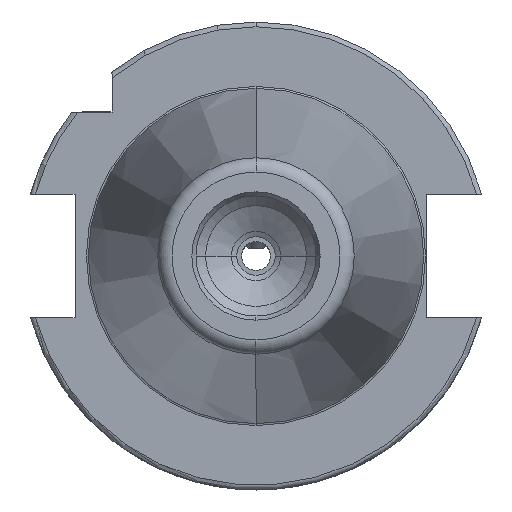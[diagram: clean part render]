
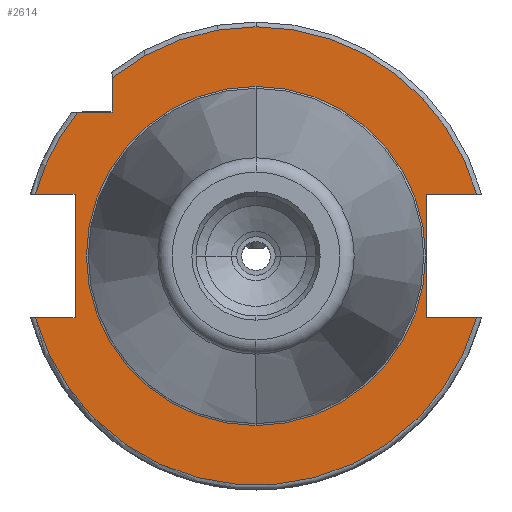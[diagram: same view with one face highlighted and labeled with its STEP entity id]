
A CAD part, left-side view. The second image highlights one B-rep face of the part: STEP entity #2614.
In plain terms, the highlighted planar face has unit normal (-1, 0, 0).
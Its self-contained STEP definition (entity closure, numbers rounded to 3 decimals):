
#13 = CARTESIAN_POINT ( 'NONE',  ( 3.2, 12.85, -35.5 ) ) ;
#26 = EDGE_CURVE ( 'NONE', #1654, #2181, #1376, .T. ) ;
#51 = VERTEX_POINT ( 'NONE', #4663 ) ;
#234 = DIRECTION ( 'NONE',  ( 0., -1., 0. ) ) ;
#278 = AXIS2_PLACEMENT_3D ( 'NONE', #957, #3485, #1333 ) ;
#322 = AXIS2_PLACEMENT_3D ( 'NONE', #4294, #2097, #4652 ) ;
#405 = AXIS2_PLACEMENT_3D ( 'NONE', #808, #4437, #2247 ) ;
#430 = EDGE_CURVE ( 'NONE', #1383, #51, #3971, .T. ) ;
#708 = ORIENTED_EDGE ( 'NONE', *, *, #2772, .F. ) ;
#731 = DIRECTION ( 'NONE',  ( 0., -1., 0. ) ) ;
#736 = VECTOR ( 'NONE', #1163, 1000. ) ;
#770 = FACE_OUTER_BOUND ( 'NONE', #4559, .T. ) ;
#780 = CIRCLE ( 'NONE', #4338, 47.75 ) ;
#808 = CARTESIAN_POINT ( 'NONE',  ( 3.2, 35.325, 0. ) ) ;
#810 = CARTESIAN_POINT ( 'NONE',  ( 3.2, -30., 38.426 ) ) ;
#831 = CARTESIAN_POINT ( 'NONE',  ( 3.2, -12.85, -35.5 ) ) ;
#850 = VERTEX_POINT ( 'NONE', #4278 ) ;
#866 = DIRECTION ( 'NONE',  ( 0., 0., 1. ) ) ;
#872 = CARTESIAN_POINT ( 'NONE',  ( 3.2, -12.85, 45.988 ) ) ;
#923 = VERTEX_POINT ( 'NONE', #925 ) ;
#925 = CARTESIAN_POINT ( 'NONE',  ( 3.2, -12.85, -45.988 ) ) ;
#956 = DIRECTION ( 'NONE',  ( -1., 0., 0. ) ) ;
#957 = CARTESIAN_POINT ( 'NONE',  ( 3.2, 0., 0. ) ) ;
#1043 = CARTESIAN_POINT ( 'NONE',  ( 3.2, -12.85, 37.7 ) ) ;
#1163 = DIRECTION ( 'NONE',  ( 0., 0., -1. ) ) ;
#1174 = CIRCLE ( 'NONE', #3578, 35.325 ) ;
#1186 = LINE ( 'NONE', #3316, #2019 ) ;
#1232 = ORIENTED_EDGE ( 'NONE', *, *, #1582, .F. ) ;
#1333 = DIRECTION ( 'NONE',  ( 0., -1., 0. ) ) ;
#1350 = ORIENTED_EDGE ( 'NONE', *, *, #430, .T. ) ;
#1355 = VERTEX_POINT ( 'NONE', #2093 ) ;
#1376 = LINE ( 'NONE', #1628, #2309 ) ;
#1383 = VERTEX_POINT ( 'NONE', #1543 ) ;
#1466 = ORIENTED_EDGE ( 'NONE', *, *, #2613, .T. ) ;
#1543 = CARTESIAN_POINT ( 'NONE',  ( 3.2, -47.75, 0. ) ) ;
#1545 = DIRECTION ( 'NONE',  ( 0., 0., -1. ) ) ;
#1582 = EDGE_CURVE ( 'NONE', #3936, #51, #1186, .T. ) ;
#1628 = CARTESIAN_POINT ( 'NONE',  ( 3.2, 12.85, 37.7 ) ) ;
#1631 = AXIS2_PLACEMENT_3D ( 'NONE', #2083, #2066, #2027 ) ;
#1654 = VERTEX_POINT ( 'NONE', #2911 ) ;
#1699 = LINE ( 'NONE', #810, #736 ) ;
#1724 = ORIENTED_EDGE ( 'NONE', *, *, #2904, .T. ) ;
#1739 = CARTESIAN_POINT ( 'NONE',  ( 3.2, -35.325, 0. ) ) ;
#1835 = ORIENTED_EDGE ( 'NONE', *, *, #2206, .F. ) ;
#1916 = DIRECTION ( 'NONE',  ( -1., 0., 0. ) ) ;
#1980 = EDGE_CURVE ( 'NONE', #3956, #2683, #780, .T. ) ;
#1987 = VERTEX_POINT ( 'NONE', #1043 ) ;
#1988 = CARTESIAN_POINT ( 'NONE',  ( 3.2, 12.85, 37.7 ) ) ;
#2019 = VECTOR ( 'NONE', #731, 1000. ) ;
#2027 = DIRECTION ( 'NONE',  ( 0., -1., 0. ) ) ;
#2056 = ORIENTED_EDGE ( 'NONE', *, *, #4315, .F. ) ;
#2066 = DIRECTION ( 'NONE',  ( -1., 0., 0. ) ) ;
#2083 = CARTESIAN_POINT ( 'NONE',  ( 3.2, 0., 0. ) ) ;
#2093 = CARTESIAN_POINT ( 'NONE',  ( 3.2, 35.325, 0. ) ) ;
#2097 = DIRECTION ( 'NONE',  ( -1., 0., 0. ) ) ;
#2181 = VERTEX_POINT ( 'NONE', #3426 ) ;
#2206 = EDGE_CURVE ( 'NONE', #1654, #1987, #2984, .T. ) ;
#2234 = VECTOR ( 'NONE', #3817, 1000. ) ;
#2247 = DIRECTION ( 'NONE',  ( 0., 1., 0. ) ) ;
#2309 = VECTOR ( 'NONE', #866, 1000. ) ;
#2313 = CIRCLE ( 'NONE', #2725, 47.75 ) ;
#2326 = CARTESIAN_POINT ( 'NONE',  ( 3.2, 12.85, -45.988 ) ) ;
#2340 = EDGE_CURVE ( 'NONE', #1987, #2683, #4574, .T. ) ;
#2371 = LINE ( 'NONE', #13, #3231 ) ;
#2384 = DIRECTION ( 'NONE',  ( -1., 0., 0. ) ) ;
#2414 = CARTESIAN_POINT ( 'NONE',  ( 3.2, -12.85, 37.7 ) ) ;
#2447 = VERTEX_POINT ( 'NONE', #1739 ) ;
#2520 = ORIENTED_EDGE ( 'NONE', *, *, #3469, .F. ) ;
#2580 = VECTOR ( 'NONE', #1545, 1000. ) ;
#2607 = CARTESIAN_POINT ( 'NONE',  ( 3.2, -12.85, -35.5 ) ) ;
#2613 = EDGE_CURVE ( 'NONE', #3174, #923, #3668, .T. ) ;
#2614 = ADVANCED_FACE ( 'NONE', ( #3550, #770 ), #3709, .F. ) ;
#2683 = VERTEX_POINT ( 'NONE', #872 ) ;
#2686 = ORIENTED_EDGE ( 'NONE', *, *, #26, .T. ) ;
#2690 = VERTEX_POINT ( 'NONE', #2326 ) ;
#2725 = AXIS2_PLACEMENT_3D ( 'NONE', #4560, #2384, #234 ) ;
#2772 = EDGE_CURVE ( 'NONE', #1355, #2447, #1174, .T. ) ;
#2802 = ORIENTED_EDGE ( 'NONE', *, *, #2340, .F. ) ;
#2832 = CIRCLE ( 'NONE', #278, 35.325 ) ;
#2843 = DIRECTION ( 'NONE',  ( 0., 0., -1. ) ) ;
#2904 = EDGE_CURVE ( 'NONE', #2181, #2690, #3611, .T. ) ;
#2911 = CARTESIAN_POINT ( 'NONE',  ( 3.2, 12.85, 37.7 ) ) ;
#2984 = LINE ( 'NONE', #1988, #2234 ) ;
#3116 = CARTESIAN_POINT ( 'NONE',  ( 3.2, 0., 0. ) ) ;
#3174 = VERTEX_POINT ( 'NONE', #831 ) ;
#3181 = CARTESIAN_POINT ( 'NONE',  ( 3.2, -30., 37.149 ) ) ;
#3231 = VECTOR ( 'NONE', #4348, 1000. ) ;
#3261 = ORIENTED_EDGE ( 'NONE', *, *, #3784, .T. ) ;
#3316 = CARTESIAN_POINT ( 'NONE',  ( 3.2, -30., 30. ) ) ;
#3346 = VECTOR ( 'NONE', #2843, 1000. ) ;
#3371 = EDGE_LOOP ( 'NONE', ( #3608, #708 ) ) ;
#3426 = CARTESIAN_POINT ( 'NONE',  ( 3.2, 12.85, 45.988 ) ) ;
#3469 = EDGE_CURVE ( 'NONE', #850, #2690, #4480, .T. ) ;
#3484 = DIRECTION ( 'NONE',  ( 0., -1., 0. ) ) ;
#3485 = DIRECTION ( 'NONE',  ( -1., 0., 0. ) ) ;
#3523 = DIRECTION ( 'NONE',  ( 0., 0., 1. ) ) ;
#3550 = FACE_BOUND ( 'NONE', #3371, .T. ) ;
#3578 = AXIS2_PLACEMENT_3D ( 'NONE', #3116, #956, #3484 ) ;
#3608 = ORIENTED_EDGE ( 'NONE', *, *, #4513, .F. ) ;
#3611 = CIRCLE ( 'NONE', #322, 47.75 ) ;
#3668 = LINE ( 'NONE', #2607, #2580 ) ;
#3709 = PLANE ( 'NONE',  #405 ) ;
#3715 = DIRECTION ( 'NONE',  ( 0., -1., 0. ) ) ;
#3784 = EDGE_CURVE ( 'NONE', #923, #1383, #2313, .T. ) ;
#3802 = CARTESIAN_POINT ( 'NONE',  ( 3.2, 0., 0. ) ) ;
#3817 = DIRECTION ( 'NONE',  ( 0., -1., 0. ) ) ;
#3862 = CARTESIAN_POINT ( 'NONE',  ( 3.2, -30., 30. ) ) ;
#3887 = ORIENTED_EDGE ( 'NONE', *, *, #1980, .T. ) ;
#3936 = VERTEX_POINT ( 'NONE', #3862 ) ;
#3956 = VERTEX_POINT ( 'NONE', #3181 ) ;
#3971 = CIRCLE ( 'NONE', #1631, 47.75 ) ;
#4098 = EDGE_CURVE ( 'NONE', #850, #3174, #2371, .T. ) ;
#4278 = CARTESIAN_POINT ( 'NONE',  ( 3.2, 12.85, -35.5 ) ) ;
#4287 = CARTESIAN_POINT ( 'NONE',  ( 3.2, 12.85, -35.5 ) ) ;
#4294 = CARTESIAN_POINT ( 'NONE',  ( 3.2, 0., 0. ) ) ;
#4315 = EDGE_CURVE ( 'NONE', #3956, #3936, #1699, .T. ) ;
#4338 = AXIS2_PLACEMENT_3D ( 'NONE', #3802, #1916, #3715 ) ;
#4348 = DIRECTION ( 'NONE',  ( 0., -1., 0. ) ) ;
#4349 = ORIENTED_EDGE ( 'NONE', *, *, #4098, .T. ) ;
#4358 = VECTOR ( 'NONE', #3523, 1000. ) ;
#4437 = DIRECTION ( 'NONE',  ( 1., 0., 0. ) ) ;
#4480 = LINE ( 'NONE', #4287, #3346 ) ;
#4513 = EDGE_CURVE ( 'NONE', #2447, #1355, #2832, .T. ) ;
#4559 = EDGE_LOOP ( 'NONE', ( #2520, #4349, #1466, #3261, #1350, #1232, #2056, #3887, #2802, #1835, #2686, #1724 ) ) ;
#4560 = CARTESIAN_POINT ( 'NONE',  ( 3.2, 0., 0. ) ) ;
#4574 = LINE ( 'NONE', #2414, #4358 ) ;
#4652 = DIRECTION ( 'NONE',  ( 0., -1., 0. ) ) ;
#4663 = CARTESIAN_POINT ( 'NONE',  ( 3.2, -37.149, 30. ) ) ;
